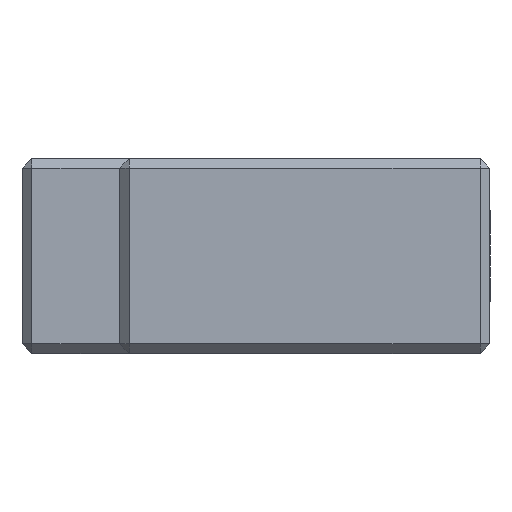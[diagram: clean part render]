
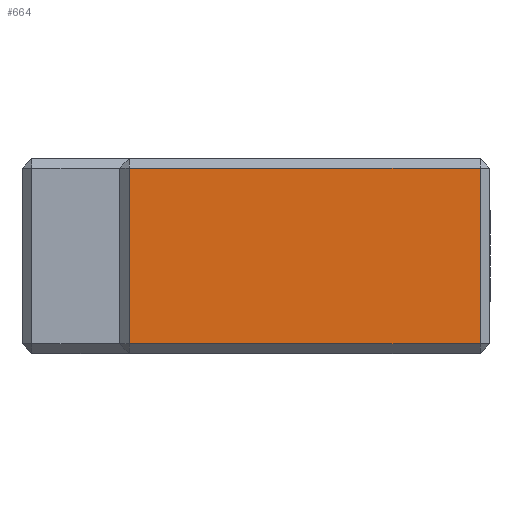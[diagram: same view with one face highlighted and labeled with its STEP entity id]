
A CAD part, left-side view. The second image highlights one B-rep face of the part: STEP entity #664.
In plain terms, the highlighted planar face has unit normal (-1, 0, 0).
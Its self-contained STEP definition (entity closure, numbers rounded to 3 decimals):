
#387 = EDGE_CURVE ( 'NONE', #2920, #2583, #4720, .T. ) ;
#398 = EDGE_CURVE ( 'NONE', #2583, #2813, #4753, .T. ) ;
#401 = EDGE_CURVE ( 'NONE', #2813, #2898, #4762, .T. ) ;
#402 = EDGE_CURVE ( 'NONE', #2898, #2920, #4765, .T. ) ;
#664 = ADVANCED_FACE ( 'NONE', ( #2052 ), #5963, .F. ) ;
#1885 = VECTOR ( 'NONE', #4767, 1000. ) ;
#1886 = VECTOR ( 'NONE', #4764, 1000. ) ;
#1893 = VECTOR ( 'NONE', #4755, 1000. ) ;
#1911 = VECTOR ( 'NONE', #4722, 1000. ) ;
#2041 = AXIS2_PLACEMENT_3D ( 'NONE', #5964, #5965, #5966 ) ;
#2052 = FACE_OUTER_BOUND ( 'NONE', #3589, .T. ) ;
#2583 = VERTEX_POINT ( 'NONE', #6001 ) ;
#2813 = VERTEX_POINT ( 'NONE', #6231 ) ;
#2898 = VERTEX_POINT ( 'NONE', #6316 ) ;
#2920 = VERTEX_POINT ( 'NONE', #6338 ) ;
#3589 = EDGE_LOOP ( 'NONE', ( #9384, #9381, #9380, #9388 ) ) ;
#4720 = LINE ( 'NONE', #4721, #1911 ) ;
#4721 = CARTESIAN_POINT ( 'NONE',  ( -35., 38., 9. ) ) ;
#4722 = DIRECTION ( 'NONE',  ( 0., 1., 0. ) ) ;
#4753 = LINE ( 'NONE', #4754, #1893 ) ;
#4754 = CARTESIAN_POINT ( 'NONE',  ( -35., 37., 10. ) ) ;
#4755 = DIRECTION ( 'NONE',  ( 0., 0., -1. ) ) ;
#4762 = LINE ( 'NONE', #4763, #1886 ) ;
#4763 = CARTESIAN_POINT ( 'NONE',  ( -35., 38., -9. ) ) ;
#4764 = DIRECTION ( 'NONE',  ( 0., -1., 0. ) ) ;
#4765 = LINE ( 'NONE', #4766, #1885 ) ;
#4766 = CARTESIAN_POINT ( 'NONE',  ( -35., 1., 10. ) ) ;
#4767 = DIRECTION ( 'NONE',  ( 0., 0., 1. ) ) ;
#5963 = PLANE ( 'NONE',  #2041 ) ;
#5964 = CARTESIAN_POINT ( 'NONE',  ( -35., 38., 10. ) ) ;
#5965 = DIRECTION ( 'NONE',  ( 1., 0., 0. ) ) ;
#5966 = DIRECTION ( 'NONE',  ( 0., 1., 0. ) ) ;
#6001 = CARTESIAN_POINT ( 'NONE',  ( -35., 37., 9. ) ) ;
#6231 = CARTESIAN_POINT ( 'NONE',  ( -35., 37., -9. ) ) ;
#6316 = CARTESIAN_POINT ( 'NONE',  ( -35., 1., -9. ) ) ;
#6338 = CARTESIAN_POINT ( 'NONE',  ( -35., 1., 9. ) ) ;
#9380 = ORIENTED_EDGE ( 'NONE', *, *, #387, .T. ) ;
#9381 = ORIENTED_EDGE ( 'NONE', *, *, #402, .T. ) ;
#9384 = ORIENTED_EDGE ( 'NONE', *, *, #401, .T. ) ;
#9388 = ORIENTED_EDGE ( 'NONE', *, *, #398, .T. ) ;
